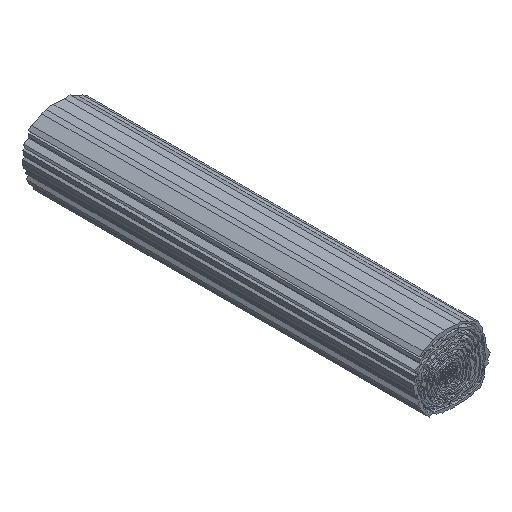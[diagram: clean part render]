
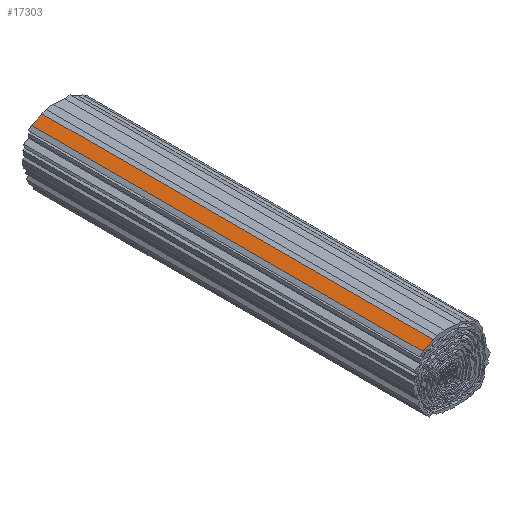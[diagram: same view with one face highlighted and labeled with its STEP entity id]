
A CAD part, isometric view. The second image highlights one B-rep face of the part: STEP entity #17303.
In plain terms, the highlighted planar face has unit normal (-0.42, 0, 0.908).
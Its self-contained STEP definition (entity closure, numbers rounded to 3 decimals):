
#537=FACE_OUTER_BOUND('',#1377,.T.);
#1377=EDGE_LOOP('',(#13001,#13002,#13003,#13004));
#3261=LINE('',#25806,#5775);
#3262=LINE('',#25809,#5776);
#3263=LINE('',#25811,#5777);
#3264=LINE('',#25812,#5778);
#5775=VECTOR('',#21087,10.);
#5776=VECTOR('',#21090,10.);
#5777=VECTOR('',#21091,10.);
#5778=VECTOR('',#21092,10.);
#7767=VERTEX_POINT('',#25802);
#7768=VERTEX_POINT('',#25804);
#7769=VERTEX_POINT('',#25808);
#7770=VERTEX_POINT('',#25810);
#9965=EDGE_CURVE('',#7767,#7768,#3261,.T.);
#9966=EDGE_CURVE('',#7767,#7769,#3262,.T.);
#9967=EDGE_CURVE('',#7770,#7768,#3263,.T.);
#9968=EDGE_CURVE('',#7769,#7770,#3264,.T.);
#13001=ORIENTED_EDGE('',*,*,#9966,.F.);
#13002=ORIENTED_EDGE('',*,*,#9965,.T.);
#13003=ORIENTED_EDGE('',*,*,#9967,.F.);
#13004=ORIENTED_EDGE('',*,*,#9968,.F.);
#16463=PLANE('',#18157);
#17303=ADVANCED_FACE('',(#537),#16463,.T.);
#18157=AXIS2_PLACEMENT_3D('',#25807,#21088,#21089);
#21087=DIRECTION('',(0.,1.,0.));
#21088=DIRECTION('center_axis',(-0.42,0.,0.908));
#21089=DIRECTION('ref_axis',(0.908,0.,0.42));
#21090=DIRECTION('',(-0.908,0.,-0.42));
#21091=DIRECTION('',(0.908,0.,0.42));
#21092=DIRECTION('',(0.,1.,0.));
#25802=CARTESIAN_POINT('',(-36.749,-21.071,3.384));
#25804=CARTESIAN_POINT('',(-36.749,-9.071,3.384));
#25806=CARTESIAN_POINT('',(-36.749,-21.071,3.384));
#25807=CARTESIAN_POINT('Origin',(-37.07,-21.071,3.235));
#25808=CARTESIAN_POINT('',(-37.07,-21.071,3.235));
#25809=CARTESIAN_POINT('',(-36.896,-21.071,3.316));
#25810=CARTESIAN_POINT('',(-37.07,-9.071,3.235));
#25811=CARTESIAN_POINT('',(-36.896,-9.071,3.316));
#25812=CARTESIAN_POINT('',(-37.07,-21.071,3.235));
